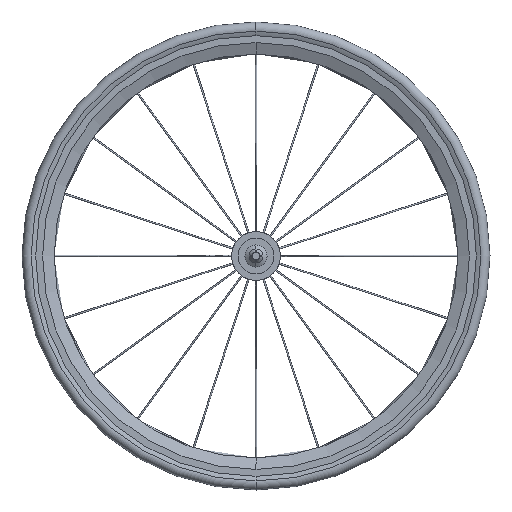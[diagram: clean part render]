
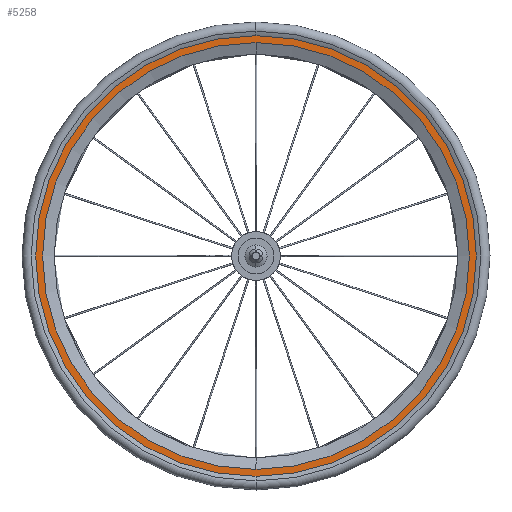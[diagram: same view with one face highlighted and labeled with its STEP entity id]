
A CAD part, front view. The second image highlights one B-rep face of the part: STEP entity #5258.
In plain terms, the highlighted planar face has unit normal (0, -1, 0).
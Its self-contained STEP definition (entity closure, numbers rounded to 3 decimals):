
#715 = CARTESIAN_POINT ( 'NONE',  ( 0., -12., 0. ) ) ;
#762 = EDGE_CURVE ( 'NONE', #5322, #7545, #1133, .T. ) ;
#814 = DIRECTION ( 'NONE',  ( 0., 0., 1. ) ) ;
#917 = DIRECTION ( 'NONE',  ( 0., 1., 0. ) ) ;
#1133 = CIRCLE ( 'NONE', #1704, 316.6 ) ;
#1182 = CARTESIAN_POINT ( 'NONE',  ( 0., -12., 0. ) ) ;
#1491 = DIRECTION ( 'NONE',  ( 0., 1., 0. ) ) ;
#1675 = ORIENTED_EDGE ( 'NONE', *, *, #3992, .T. ) ;
#1704 = AXIS2_PLACEMENT_3D ( 'NONE', #4951, #1491, #7756 ) ;
#1782 = ORIENTED_EDGE ( 'NONE', *, *, #762, .F. ) ;
#1828 = EDGE_CURVE ( 'NONE', #7545, #5322, #6613, .T. ) ;
#2218 = AXIS2_PLACEMENT_3D ( 'NONE', #3739, #917, #3596 ) ;
#2569 = DIRECTION ( 'NONE',  ( 0., 0., 1. ) ) ;
#3128 = EDGE_LOOP ( 'NONE', ( #7871, #1782 ) ) ;
#3359 = ORIENTED_EDGE ( 'NONE', *, *, #5048, .T. ) ;
#3372 = CARTESIAN_POINT ( 'NONE',  ( 0., -12., 316.6 ) ) ;
#3454 = VERTEX_POINT ( 'NONE', #6593 ) ;
#3531 = DIRECTION ( 'NONE',  ( 0., 1., 0. ) ) ;
#3567 = AXIS2_PLACEMENT_3D ( 'NONE', #7223, #5844, #4472 ) ;
#3596 = DIRECTION ( 'NONE',  ( 0., 0., 1. ) ) ;
#3644 = FACE_OUTER_BOUND ( 'NONE', #3128, .T. ) ;
#3739 = CARTESIAN_POINT ( 'NONE',  ( 316.6, -12., 0. ) ) ;
#3992 = EDGE_CURVE ( 'NONE', #3454, #4203, #7521, .T. ) ;
#4203 = VERTEX_POINT ( 'NONE', #5547 ) ;
#4232 = FACE_BOUND ( 'NONE', #4678, .T. ) ;
#4472 = DIRECTION ( 'NONE',  ( 0., 0., 1. ) ) ;
#4678 = EDGE_LOOP ( 'NONE', ( #1675, #3359 ) ) ;
#4951 = CARTESIAN_POINT ( 'NONE',  ( 0., -12., 0. ) ) ;
#5048 = EDGE_CURVE ( 'NONE', #4203, #3454, #6192, .T. ) ;
#5258 = ADVANCED_FACE ( 'NONE', ( #3644, #4232 ), #7763, .F. ) ;
#5322 = VERTEX_POINT ( 'NONE', #8681 ) ;
#5547 = CARTESIAN_POINT ( 'NONE',  ( 0., -12., 306.6 ) ) ;
#5844 = DIRECTION ( 'NONE',  ( 0., 1., 0. ) ) ;
#6192 = CIRCLE ( 'NONE', #3567, 306.6 ) ;
#6305 = AXIS2_PLACEMENT_3D ( 'NONE', #1182, #8213, #2569 ) ;
#6593 = CARTESIAN_POINT ( 'NONE',  ( 0., -12., -306.6 ) ) ;
#6613 = CIRCLE ( 'NONE', #6305, 316.6 ) ;
#7223 = CARTESIAN_POINT ( 'NONE',  ( 0., -12., 0. ) ) ;
#7521 = CIRCLE ( 'NONE', #8533, 306.6 ) ;
#7545 = VERTEX_POINT ( 'NONE', #3372 ) ;
#7756 = DIRECTION ( 'NONE',  ( 0., 0., 1. ) ) ;
#7763 = PLANE ( 'NONE',  #2218 ) ;
#7871 = ORIENTED_EDGE ( 'NONE', *, *, #1828, .F. ) ;
#8213 = DIRECTION ( 'NONE',  ( 0., 1., 0. ) ) ;
#8533 = AXIS2_PLACEMENT_3D ( 'NONE', #715, #3531, #814 ) ;
#8681 = CARTESIAN_POINT ( 'NONE',  ( 0., -12., -316.6 ) ) ;
